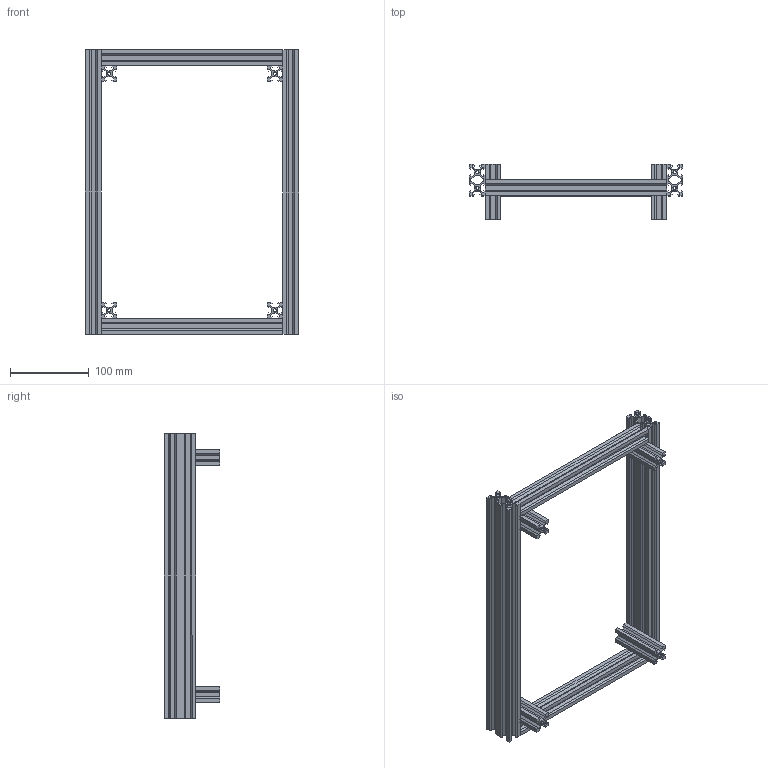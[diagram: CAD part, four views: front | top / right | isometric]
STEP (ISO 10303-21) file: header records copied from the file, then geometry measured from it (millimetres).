
FILE_DESCRIPTION(/* description */ (''),/* implementation_level */ '2;1');
FILE_NAME(/* name */ 'AxisX.stp',/* time_stamp */ '2024-09-11T17:45:07-06:00',/* author */ ('Admin'),/* organization */ (''),/* preprocessor_version */ 'ST-DEVELOPER v20',/* originating_system */ 'Autodesk Inventor 2024',/* authorisation */ '');
FILE_SCHEMA (('AUTOMOTIVE_DESIGN { 1 0 10303 214 3 1 1 }'));
Length unit declared in the file: millimetre
Products named in the file (4): AxisX; AP20x20; AP20x20_1; AP20x20_2
Assembly tree (8 placements, depth 2):
  AxisX
    AP20x20  x2
    AP20x20_1  x2
    AP20x20_2  x4
Bounding box: 270 x 70 x 360 mm (x, y, z)
Volume: 324456.9 mm3; surface area: 333761.7 mm2
Topology: 8 solids, 8 shells, 442 faces, 1278 edges, 852 vertices
Faces by surface type: plane 432, cylinder 10
Full cylindrical faces by diameter (mm): 4.3 x10
Entity records: 5821 total; most frequent: CARTESIAN_POINT 1026, ORIENTED_EDGE 1008, DIRECTION 884, EDGE_CURVE 504, LINE 496, VECTOR 496, VERTEX_POINT 336, AXIS2_PLACEMENT_3D 194
